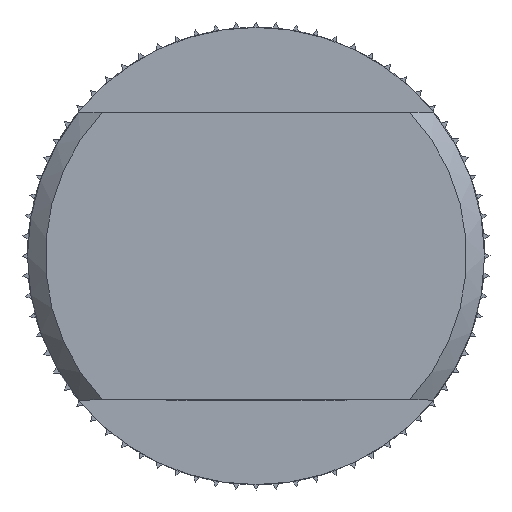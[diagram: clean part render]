
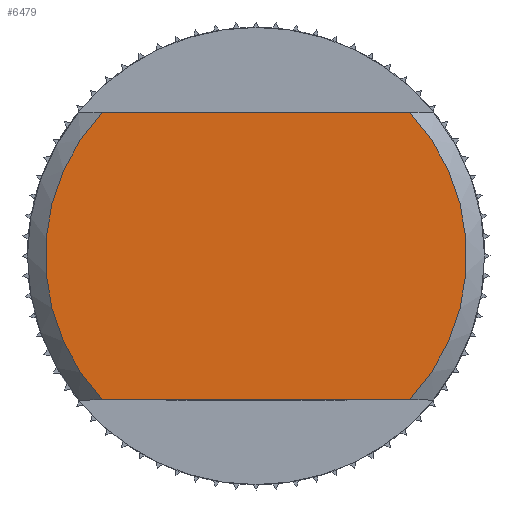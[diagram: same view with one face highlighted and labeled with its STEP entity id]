
A CAD part, front view. The second image highlights one B-rep face of the part: STEP entity #6479.
In plain terms, the highlighted planar face has unit normal (0, -1, 0).
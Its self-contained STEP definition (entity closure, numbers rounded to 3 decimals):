
#40 = EDGE_CURVE ( 'NONE', #7530, #8242, #3858, .T. ) ;
#330 = DIRECTION ( 'NONE',  ( 0., -1., 0. ) ) ;
#378 = DIRECTION ( 'NONE',  ( 0., 0., 1. ) ) ;
#518 = EDGE_CURVE ( 'NONE', #7106, #6355, #2413, .T. ) ;
#866 = VECTOR ( 'NONE', #8123, 1000. ) ;
#960 = DIRECTION ( 'NONE',  ( 0., 0., 1. ) ) ;
#1132 = EDGE_CURVE ( 'NONE', #7530, #6355, #1940, .T. ) ;
#1332 = EDGE_LOOP ( 'NONE', ( #5694, #6029, #6920, #5446 ) ) ;
#1768 = AXIS2_PLACEMENT_3D ( 'NONE', #6559, #4232, #960 ) ;
#1861 = VECTOR ( 'NONE', #5722, 1000. ) ;
#1940 = LINE ( 'NONE', #5034, #866 ) ;
#2093 = PLANE ( 'NONE',  #2969 ) ;
#2413 = CIRCLE ( 'NONE', #9688, 5.85 ) ;
#2969 = AXIS2_PLACEMENT_3D ( 'NONE', #6643, #8278, #378 ) ;
#3404 = DIRECTION ( 'NONE',  ( 0., 0., 1. ) ) ;
#3858 = CIRCLE ( 'NONE', #1768, 5.85 ) ;
#4232 = DIRECTION ( 'NONE',  ( 0., -1., 0. ) ) ;
#5034 = CARTESIAN_POINT ( 'NONE',  ( -6.718, 0., 4. ) ) ;
#5446 = ORIENTED_EDGE ( 'NONE', *, *, #7351, .F. ) ;
#5694 = ORIENTED_EDGE ( 'NONE', *, *, #518, .T. ) ;
#5722 = DIRECTION ( 'NONE',  ( -1., 0., 0. ) ) ;
#5921 = CARTESIAN_POINT ( 'NONE',  ( -6.718, 0., -4. ) ) ;
#6029 = ORIENTED_EDGE ( 'NONE', *, *, #1132, .F. ) ;
#6355 = VERTEX_POINT ( 'NONE', #8843 ) ;
#6479 = ADVANCED_FACE ( 'NONE', ( #7418 ), #2093, .F. ) ;
#6559 = CARTESIAN_POINT ( 'NONE',  ( 0., 0., 0. ) ) ;
#6643 = CARTESIAN_POINT ( 'NONE',  ( 0., 0., 0. ) ) ;
#6920 = ORIENTED_EDGE ( 'NONE', *, *, #40, .T. ) ;
#7106 = VERTEX_POINT ( 'NONE', #8011 ) ;
#7351 = EDGE_CURVE ( 'NONE', #7106, #8242, #9767, .T. ) ;
#7418 = FACE_OUTER_BOUND ( 'NONE', #1332, .T. ) ;
#7530 = VERTEX_POINT ( 'NONE', #9516 ) ;
#8011 = CARTESIAN_POINT ( 'NONE',  ( 4.269, 0., -4. ) ) ;
#8123 = DIRECTION ( 'NONE',  ( 1., 0., 0. ) ) ;
#8242 = VERTEX_POINT ( 'NONE', #8573 ) ;
#8278 = DIRECTION ( 'NONE',  ( 0., 1., 0. ) ) ;
#8573 = CARTESIAN_POINT ( 'NONE',  ( -4.269, 0., -4. ) ) ;
#8645 = CARTESIAN_POINT ( 'NONE',  ( 0., 0., 0. ) ) ;
#8843 = CARTESIAN_POINT ( 'NONE',  ( 4.269, 0., 4. ) ) ;
#9516 = CARTESIAN_POINT ( 'NONE',  ( -4.269, 0., 4. ) ) ;
#9688 = AXIS2_PLACEMENT_3D ( 'NONE', #8645, #330, #3404 ) ;
#9767 = LINE ( 'NONE', #5921, #1861 ) ;
